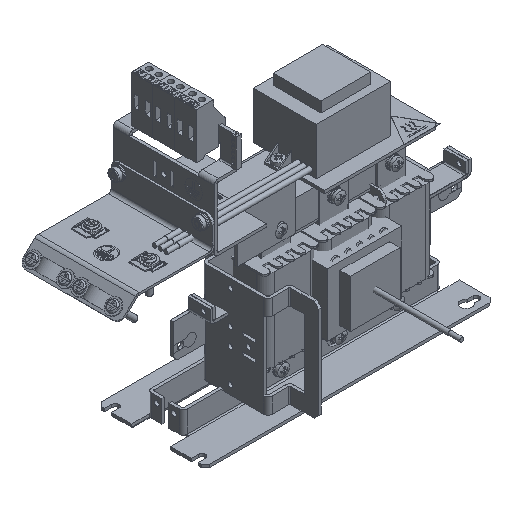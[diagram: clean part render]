
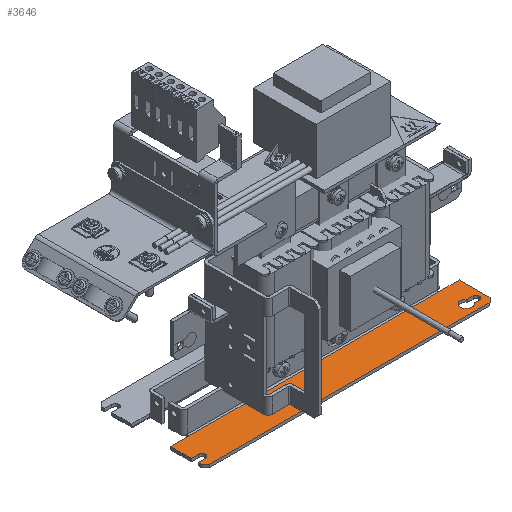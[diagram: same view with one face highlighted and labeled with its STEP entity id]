
A CAD part, isometric view. The second image highlights one B-rep face of the part: STEP entity #3646.
In plain terms, the highlighted face is planar.
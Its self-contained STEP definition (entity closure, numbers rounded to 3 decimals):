
#3646 = ADVANCED_FACE( '', ( #6171, #6172 ), #6173, .T. );
#6171 = FACE_BOUND( '', #10638, .T. );
#6172 = FACE_OUTER_BOUND( '', #10639, .T. );
#6173 = PLANE( '', #10640 );
#10638 = EDGE_LOOP( '', ( #18690, #18691, #18692, #18693 ) );
#10639 = EDGE_LOOP( '', ( #18694, #18695, #18696, #18697, #18698, #18699, #18700, #18701, #18702, #18703, #18704, #18705 ) );
#10640 = AXIS2_PLACEMENT_3D( '', #18706, #18707, #18708 );
#18690 = ORIENTED_EDGE( '', *, *, #38453, .F. );
#18691 = ORIENTED_EDGE( '', *, *, #38454, .F. );
#18692 = ORIENTED_EDGE( '', *, *, #38455, .F. );
#18693 = ORIENTED_EDGE( '', *, *, #38456, .F. );
#18694 = ORIENTED_EDGE( '', *, *, #38383, .T. );
#18695 = ORIENTED_EDGE( '', *, *, #38457, .T. );
#18696 = ORIENTED_EDGE( '', *, *, #38458, .T. );
#18697 = ORIENTED_EDGE( '', *, *, #38459, .T. );
#18698 = ORIENTED_EDGE( '', *, *, #38438, .T. );
#18699 = ORIENTED_EDGE( '', *, *, #38430, .F. );
#18700 = ORIENTED_EDGE( '', *, *, #38422, .F. );
#18701 = ORIENTED_EDGE( '', *, *, #38460, .F. );
#18702 = ORIENTED_EDGE( '', *, *, #38437, .T. );
#18703 = ORIENTED_EDGE( '', *, *, #38461, .T. );
#18704 = ORIENTED_EDGE( '', *, *, #38462, .T. );
#18705 = ORIENTED_EDGE( '', *, *, #38463, .T. );
#18706 = CARTESIAN_POINT( '', ( -100., 0., -13.5 ) );
#18707 = DIRECTION( '', ( 0., -1., 0. ) );
#18708 = DIRECTION( '', ( 0., 0., -1. ) );
#38383 = EDGE_CURVE( '', #43764, #43762, #43765, .T. );
#38422 = EDGE_CURVE( '', #43829, #43824, #43831, .T. );
#38430 = EDGE_CURVE( '', #43824, #43840, #43843, .T. );
#38437 = EDGE_CURVE( '', #43849, #43853, #43855, .T. );
#38438 = EDGE_CURVE( '', #43856, #43840, #43857, .T. );
#38453 = EDGE_CURVE( '', #43881, #43882, #43883, .T. );
#38454 = EDGE_CURVE( '', #43884, #43881, #43885, .T. );
#38455 = EDGE_CURVE( '', #43886, #43884, #43887, .T. );
#38456 = EDGE_CURVE( '', #43882, #43886, #43888, .T. );
#38457 = EDGE_CURVE( '', #43762, #43889, #43890, .F. );
#38458 = EDGE_CURVE( '', #43889, #43891, #43892, .T. );
#38459 = EDGE_CURVE( '', #43891, #43856, #43893, .F. );
#38460 = EDGE_CURVE( '', #43849, #43829, #43894, .T. );
#38461 = EDGE_CURVE( '', #43853, #43895, #43896, .T. );
#38462 = EDGE_CURVE( '', #43895, #43897, #43898, .F. );
#38463 = EDGE_CURVE( '', #43897, #43764, #43899, .T. );
#43762 = VERTEX_POINT( '', #52336 );
#43764 = VERTEX_POINT( '', #52339 );
#43765 = LINE( '', #52340, #52341 );
#43824 = VERTEX_POINT( '', #52424 );
#43829 = VERTEX_POINT( '', #52430 );
#43831 = LINE( '', #52432, #52433 );
#43840 = VERTEX_POINT( '', #52445 );
#43843 = LINE( '', #52450, #52451 );
#43849 = VERTEX_POINT( '', #52459 );
#43853 = VERTEX_POINT( '', #52465 );
#43855 = LINE( '', #52468, #52469 );
#43856 = VERTEX_POINT( '', #52470 );
#43857 = LINE( '', #52471, #52472 );
#43881 = VERTEX_POINT( '', #52507 );
#43882 = VERTEX_POINT( '', #52508 );
#43883 = LINE( '', #52509, #52510 );
#43884 = VERTEX_POINT( '', #52511 );
#43885 = CIRCLE( '', #52512, 4. );
#43886 = VERTEX_POINT( '', #52513 );
#43887 = LINE( '', #52514, #52515 );
#43888 = CIRCLE( '', #52516, 2.25 );
#43889 = VERTEX_POINT( '', #52517 );
#43890 = LINE( '', #52518, #52519 );
#43891 = VERTEX_POINT( '', #52520 );
#43892 = LINE( '', #52521, #52522 );
#43893 = LINE( '', #52523, #52524 );
#43894 = LINE( '', #52525, #52526 );
#43895 = VERTEX_POINT( '', #52527 );
#43896 = LINE( '', #52528, #52529 );
#43897 = VERTEX_POINT( '', #52530 );
#43898 = CIRCLE( '', #52531, 2.4 );
#43899 = LINE( '', #52532, #52533 );
#52336 = CARTESIAN_POINT( '', ( -100., 0., -10.5 ) );
#52339 = CARTESIAN_POINT( '', ( -100., 0., -8.4 ) );
#52340 = CARTESIAN_POINT( '', ( -100., 0., 13.5 ) );
#52341 = VECTOR( '', #78622, 1000. );
#52424 = CARTESIAN_POINT( '', ( 85.6, 0., 10.7 ) );
#52430 = CARTESIAN_POINT( '', ( -87.4, 0., 10.7 ) );
#52432 = CARTESIAN_POINT( '', ( -100., 0., 10.7 ) );
#52433 = VECTOR( '', #78687, 1000. );
#52445 = CARTESIAN_POINT( '', ( 100., 0., 10.7 ) );
#52450 = CARTESIAN_POINT( '', ( 85.6, 0., 10.7 ) );
#52451 = VECTOR( '', #78699, 1000. );
#52459 = CARTESIAN_POINT( '', ( -100., 0., 10.7 ) );
#52465 = CARTESIAN_POINT( '', ( -100., 0., -3.6 ) );
#52468 = CARTESIAN_POINT( '', ( -100., 0., 13.5 ) );
#52469 = VECTOR( '', #78708, 1000. );
#52470 = CARTESIAN_POINT( '', ( 100., 0., -10.5 ) );
#52471 = CARTESIAN_POINT( '', ( 100., 0., -13.5 ) );
#52472 = VECTOR( '', #78709, 1000. );
#52507 = CARTESIAN_POINT( '', ( 91.307, 0., -8.25 ) );
#52508 = CARTESIAN_POINT( '', ( 95., 0., -8.25 ) );
#52509 = CARTESIAN_POINT( '', ( -100., 0., -8.25 ) );
#52510 = VECTOR( '', #78730, 1000. );
#52511 = CARTESIAN_POINT( '', ( 91.307, 0., -3.75 ) );
#52512 = AXIS2_PLACEMENT_3D( '', #78731, #78732, #78733 );
#52513 = CARTESIAN_POINT( '', ( 95., 0., -3.75 ) );
#52514 = CARTESIAN_POINT( '', ( -100., 0., -3.75 ) );
#52515 = VECTOR( '', #78734, 1000. );
#52516 = AXIS2_PLACEMENT_3D( '', #78735, #78736, #78737 );
#52517 = CARTESIAN_POINT( '', ( -97., 0., -13.5 ) );
#52518 = CARTESIAN_POINT( '', ( -98.5, 0., -12. ) );
#52519 = VECTOR( '', #78738, 1000. );
#52520 = CARTESIAN_POINT( '', ( 97., 0., -13.5 ) );
#52521 = CARTESIAN_POINT( '', ( -100., 0., -13.5 ) );
#52522 = VECTOR( '', #78739, 1000. );
#52523 = CARTESIAN_POINT( '', ( -1.5, 0., -112. ) );
#52524 = VECTOR( '', #78740, 1000. );
#52525 = CARTESIAN_POINT( '', ( -100., 0., 10.7 ) );
#52526 = VECTOR( '', #78741, 1000. );
#52527 = CARTESIAN_POINT( '', ( -95., 0., -3.6 ) );
#52528 = CARTESIAN_POINT( '', ( -100., 0., -3.6 ) );
#52529 = VECTOR( '', #78742, 1000. );
#52530 = CARTESIAN_POINT( '', ( -95., 0., -8.4 ) );
#52531 = AXIS2_PLACEMENT_3D( '', #78743, #78744, #78745 );
#52532 = CARTESIAN_POINT( '', ( -100., 0., -8.4 ) );
#52533 = VECTOR( '', #78746, 1000. );
#78622 = DIRECTION( '', ( 0., 0., -1. ) );
#78687 = DIRECTION( '', ( 1., 0., 0. ) );
#78699 = DIRECTION( '', ( 1., 0., 0. ) );
#78708 = DIRECTION( '', ( 0., 0., -1. ) );
#78709 = DIRECTION( '', ( 0., 0., 1. ) );
#78730 = DIRECTION( '', ( 1., 0., 0. ) );
#78731 = CARTESIAN_POINT( '', ( 88., 0., -6. ) );
#78732 = DIRECTION( '', ( 0., -1., 0. ) );
#78733 = DIRECTION( '', ( 0., 0., -1. ) );
#78734 = DIRECTION( '', ( -1., 0., 0. ) );
#78735 = CARTESIAN_POINT( '', ( 95., 0., -6. ) );
#78736 = DIRECTION( '', ( 0., -1., 0. ) );
#78737 = DIRECTION( '', ( 0., 0., -1. ) );
#78738 = DIRECTION( '', ( -0.707, 0., 0.707 ) );
#78739 = DIRECTION( '', ( 1., 0., 0. ) );
#78740 = DIRECTION( '', ( -0.707, 0., -0.707 ) );
#78741 = DIRECTION( '', ( 1., 0., 0. ) );
#78742 = DIRECTION( '', ( 1., 0., 0. ) );
#78743 = CARTESIAN_POINT( '', ( -95., 0., -6. ) );
#78744 = DIRECTION( '', ( 0., -1., 0. ) );
#78745 = DIRECTION( '', ( 0., 0., -1. ) );
#78746 = DIRECTION( '', ( -1., 0., 0. ) );
